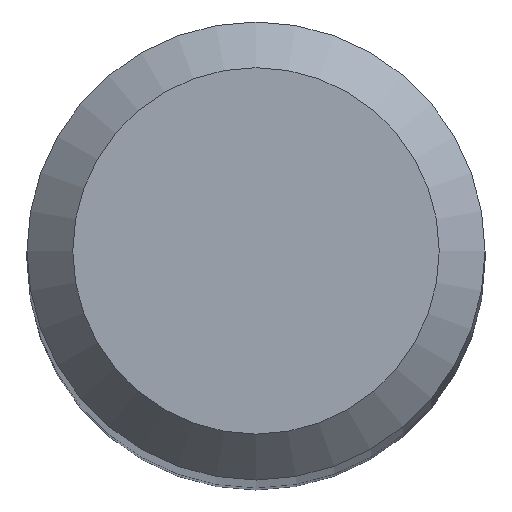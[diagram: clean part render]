
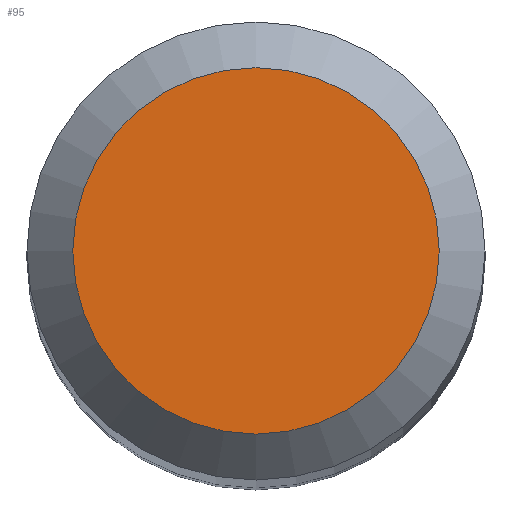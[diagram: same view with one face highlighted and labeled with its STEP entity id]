
A CAD part, top view. The second image highlights one B-rep face of the part: STEP entity #95.
In plain terms, the highlighted planar face has unit normal (0, 0, 1).
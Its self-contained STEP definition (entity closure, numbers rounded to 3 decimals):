
#18 = AXIS2_PLACEMENT_3D ( 'NONE', #79, #85, #195 ) ;
#34 = EDGE_CURVE ( 'NONE', #184, #184, #147, .T. ) ;
#79 = CARTESIAN_POINT ( 'NONE',  ( 0., 0., 63. ) ) ;
#85 = DIRECTION ( 'NONE',  ( 0., 0., -1. ) ) ;
#86 = DIRECTION ( 'NONE',  ( 0., 1., 0. ) ) ;
#95 = ADVANCED_FACE ( 'NONE', ( #172 ), #183, .F. ) ;
#120 = DIRECTION ( 'NONE',  ( 0., 0., -1. ) ) ;
#134 = CARTESIAN_POINT ( 'NONE',  ( 0., 2., 63. ) ) ;
#140 = AXIS2_PLACEMENT_3D ( 'NONE', #171, #120, #86 ) ;
#146 = EDGE_LOOP ( 'NONE', ( #169 ) ) ;
#147 = CIRCLE ( 'NONE', #18, 2. ) ;
#169 = ORIENTED_EDGE ( 'NONE', *, *, #34, .F. ) ;
#171 = CARTESIAN_POINT ( 'NONE',  ( 0., 0., 63. ) ) ;
#172 = FACE_OUTER_BOUND ( 'NONE', #146, .T. ) ;
#183 = PLANE ( 'NONE',  #140 ) ;
#184 = VERTEX_POINT ( 'NONE', #134 ) ;
#195 = DIRECTION ( 'NONE',  ( 0., 1., 0. ) ) ;
